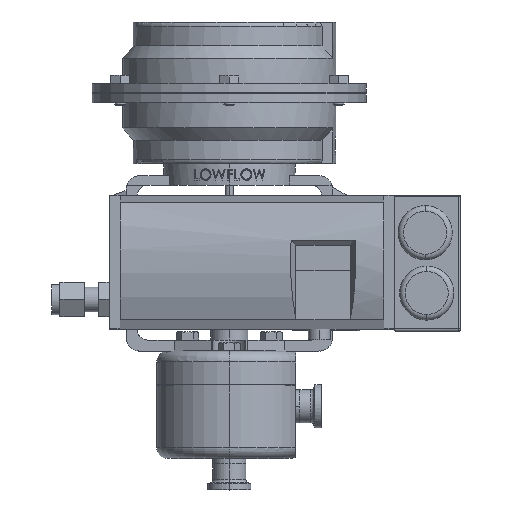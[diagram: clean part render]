
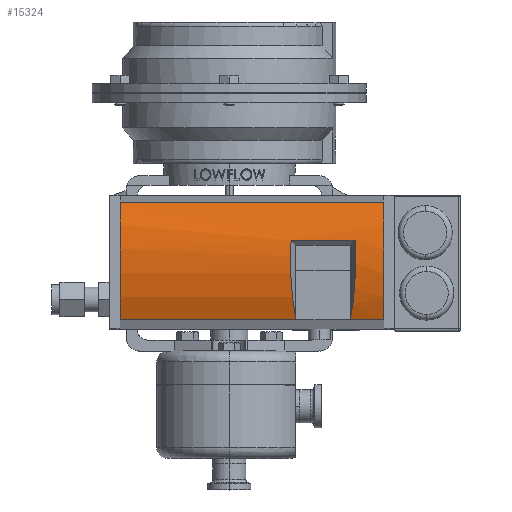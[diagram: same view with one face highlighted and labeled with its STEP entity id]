
A CAD part, top view. The second image highlights one B-rep face of the part: STEP entity #15324.
In plain terms, the highlighted cylindrical face has radius 89.534 mm (diameter 179.068 mm), a partial arc.
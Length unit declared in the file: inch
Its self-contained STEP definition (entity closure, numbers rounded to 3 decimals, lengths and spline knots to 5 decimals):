
#103 = DIRECTION ( 'NONE',  ( 1., 0., 0. ) ) ;
#490 = EDGE_CURVE ( 'NONE', #9488, #22190, #16663, .T. ) ;
#1680 = AXIS2_PLACEMENT_3D ( 'NONE', #26210, #24158, #9142 ) ;
#2594 = CARTESIAN_POINT ( 'NONE',  ( -2.48652, 3.77431, 6.50757 ) ) ;
#2598 =( BOUNDED_CURVE ( )  B_SPLINE_CURVE ( 3, ( #23928, #4311, #16864, #9453 ),
 .UNSPECIFIED., .F., .F. ) 
 B_SPLINE_CURVE_WITH_KNOTS ( ( 4, 4 ),
 ( 6.14821, 6.67319 ),
 .UNSPECIFIED. ) 
 CURVE ( )  GEOMETRIC_REPRESENTATION_ITEM ( )  RATIONAL_B_SPLINE_CURVE ( ( 1., 0.977, 0.977, 1. ) ) 
 REPRESENTATION_ITEM ( '' )  );
#3112 = CARTESIAN_POINT ( 'NONE',  ( 1.51505, 1.9598, 6.27494 ) ) ;
#3424 = LINE ( 'NONE', #25379, #26841 ) ;
#4311 = CARTESIAN_POINT ( 'NONE',  ( 2.90378, 3.15595, 6.59155 ) ) ;
#4686 = EDGE_CURVE ( 'NONE', #28854, #20041, #3424, .T. ) ;
#4852 = LINE ( 'NONE', #5127, #19033 ) ;
#5127 = CARTESIAN_POINT ( 'NONE',  ( -2.48652, 4.64011, 6.27494 ) ) ;
#5451 = CIRCLE ( 'NONE', #1680, 3.52496 ) ;
#5990 = CYLINDRICAL_SURFACE ( 'NONE', #19050, 3.52496 ) ;
#6411 = CARTESIAN_POINT ( 'NONE',  ( 2.75614, 1.9598, 6.27494 ) ) ;
#6744 = VERTEX_POINT ( 'NONE', #18695 ) ;
#7299 = EDGE_CURVE ( 'NONE', #12964, #7446, #4852, .T. ) ;
#7446 = VERTEX_POINT ( 'NONE', #20006 ) ;
#7545 =( BOUNDED_CURVE ( )  B_SPLINE_CURVE ( 3, ( #11743, #11846, #16380, #28789 ),
 .UNSPECIFIED., .F., .T. ) 
 B_SPLINE_CURVE_WITH_KNOTS ( ( 4, 4 ),
 ( 2.75159, 3.27657 ),
 .UNSPECIFIED. ) 
 CURVE ( )  GEOMETRIC_REPRESENTATION_ITEM ( )  RATIONAL_B_SPLINE_CURVE ( ( 1., 0.977, 0.977, 1. ) ) 
 REPRESENTATION_ITEM ( '' )  );
#7692 = VECTOR ( 'NONE', #27065, 39.37008 ) ;
#7714 = EDGE_LOOP ( 'NONE', ( #23064, #31499, #17416, #25676, #13554, #28342, #28947, #17283 ) ) ;
#8887 = DIRECTION ( 'NONE',  ( 1., 0., 0. ) ) ;
#9142 = DIRECTION ( 'NONE',  ( 0., -1., 0. ) ) ;
#9453 = CARTESIAN_POINT ( 'NONE',  ( 2.75614, 1.9598, 6.27494 ) ) ;
#9488 = VERTEX_POINT ( 'NONE', #24979 ) ;
#10470 = DIRECTION ( 'NONE',  ( 1., 0., 0. ) ) ;
#10993 = EDGE_CURVE ( 'NONE', #26603, #28854, #2598, .T. ) ;
#11743 = CARTESIAN_POINT ( 'NONE',  ( 1.51505, 1.9598, 6.27494 ) ) ;
#11755 = CIRCLE ( 'NONE', #21498, 3.52496 ) ;
#11846 = CARTESIAN_POINT ( 'NONE',  ( 1.40442, 2.53698, 6.51219 ) ) ;
#12021 = CARTESIAN_POINT ( 'NONE',  ( -2.48652, 1.9598, 6.27494 ) ) ;
#12134 = CARTESIAN_POINT ( 'NONE',  ( -2.48652, 3.29995, 3.01467 ) ) ;
#12701 = CARTESIAN_POINT ( 'NONE',  ( -2.48652, 3.29995, 3.01467 ) ) ;
#12964 = VERTEX_POINT ( 'NONE', #14670 ) ;
#13237 = FACE_OUTER_BOUND ( 'NONE', #7714, .T. ) ;
#13554 = ORIENTED_EDGE ( 'NONE', *, *, #7299, .F. ) ;
#14493 = EDGE_CURVE ( 'NONE', #9488, #12964, #11755, .T. ) ;
#14540 = DIRECTION ( 'NONE',  ( 1., 0., 0. ) ) ;
#14670 = CARTESIAN_POINT ( 'NONE',  ( -2.48652, 4.64011, 6.27494 ) ) ;
#15324 = ADVANCED_FACE ( 'NONE', ( #13237 ), #5990, .T. ) ;
#16380 = CARTESIAN_POINT ( 'NONE',  ( 1.36742, 3.15595, 6.59155 ) ) ;
#16663 = LINE ( 'NONE', #12021, #21642 ) ;
#16864 = CARTESIAN_POINT ( 'NONE',  ( 2.86677, 2.53698, 6.51219 ) ) ;
#17283 = ORIENTED_EDGE ( 'NONE', *, *, #27995, .T. ) ;
#17416 = ORIENTED_EDGE ( 'NONE', *, *, #4686, .T. ) ;
#17858 = DIRECTION ( 'NONE',  ( 0., -1., 0. ) ) ;
#18695 = CARTESIAN_POINT ( 'NONE',  ( 1.40657, 3.77431, 6.50757 ) ) ;
#19033 = VECTOR ( 'NONE', #14540, 39.37008 ) ;
#19050 = AXIS2_PLACEMENT_3D ( 'NONE', #12134, #103, #27040 ) ;
#20006 = CARTESIAN_POINT ( 'NONE',  ( 3.51348, 4.64011, 6.27494 ) ) ;
#20041 = VERTEX_POINT ( 'NONE', #25778 ) ;
#21498 = AXIS2_PLACEMENT_3D ( 'NONE', #12701, #25255, #17858 ) ;
#21642 = VECTOR ( 'NONE', #8887, 39.37008 ) ;
#22190 = VERTEX_POINT ( 'NONE', #3112 ) ;
#22728 = EDGE_CURVE ( 'NONE', #20041, #7446, #5451, .T. ) ;
#22981 = EDGE_CURVE ( 'NONE', #26603, #6744, #28045, .T. ) ;
#23064 = ORIENTED_EDGE ( 'NONE', *, *, #22981, .F. ) ;
#23180 = CARTESIAN_POINT ( 'NONE',  ( 2.86462, 3.77431, 6.50757 ) ) ;
#23928 = CARTESIAN_POINT ( 'NONE',  ( 2.86462, 3.77431, 6.50757 ) ) ;
#24158 = DIRECTION ( 'NONE',  ( -1., 0., 0. ) ) ;
#24979 = CARTESIAN_POINT ( 'NONE',  ( -2.48652, 1.9598, 6.27494 ) ) ;
#25255 = DIRECTION ( 'NONE',  ( -1., 0., 0. ) ) ;
#25379 = CARTESIAN_POINT ( 'NONE',  ( -2.48652, 1.9598, 6.27494 ) ) ;
#25676 = ORIENTED_EDGE ( 'NONE', *, *, #22728, .T. ) ;
#25778 = CARTESIAN_POINT ( 'NONE',  ( 3.51348, 1.9598, 6.27494 ) ) ;
#26210 = CARTESIAN_POINT ( 'NONE',  ( 3.51348, 3.29995, 3.01467 ) ) ;
#26603 = VERTEX_POINT ( 'NONE', #23180 ) ;
#26841 = VECTOR ( 'NONE', #10470, 39.37008 ) ;
#27040 = DIRECTION ( 'NONE',  ( 0., 1., 0. ) ) ;
#27065 = DIRECTION ( 'NONE',  ( -1., 0., 0. ) ) ;
#27995 = EDGE_CURVE ( 'NONE', #22190, #6744, #7545, .T. ) ;
#28045 = LINE ( 'NONE', #2594, #7692 ) ;
#28342 = ORIENTED_EDGE ( 'NONE', *, *, #14493, .F. ) ;
#28789 = CARTESIAN_POINT ( 'NONE',  ( 1.40657, 3.77431, 6.50757 ) ) ;
#28854 = VERTEX_POINT ( 'NONE', #6411 ) ;
#28947 = ORIENTED_EDGE ( 'NONE', *, *, #490, .T. ) ;
#31499 = ORIENTED_EDGE ( 'NONE', *, *, #10993, .T. ) ;
